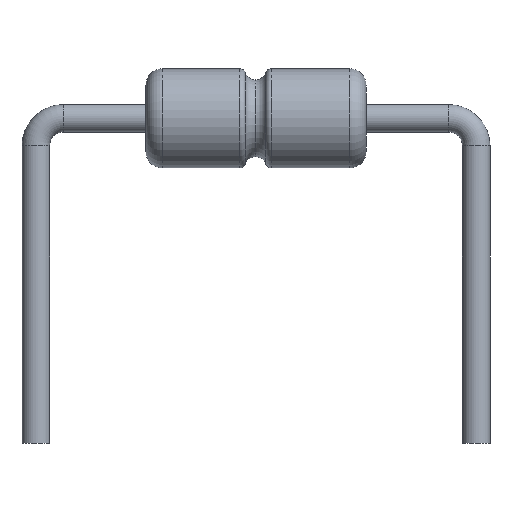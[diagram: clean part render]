
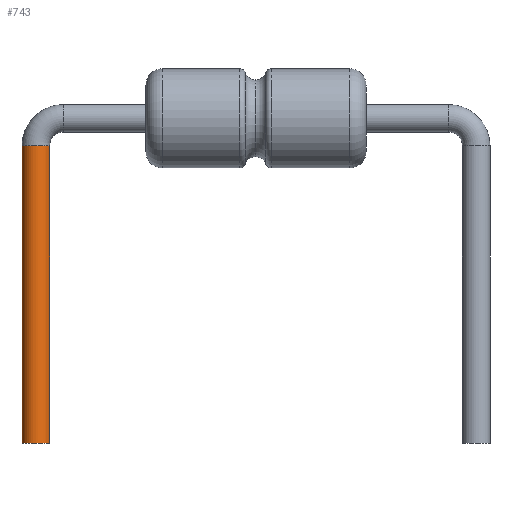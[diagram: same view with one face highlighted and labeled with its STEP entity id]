
A CAD part, front view. The second image highlights one B-rep face of the part: STEP entity #743.
In plain terms, the highlighted cylindrical face has radius 0.25 mm (diameter 0.5 mm), a partial arc.
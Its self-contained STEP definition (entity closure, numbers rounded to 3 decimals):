
#109 = EDGE_LOOP ( 'NONE', ( #9837, #663, #9373, #5701 ) ) ;
#260 = VERTEX_POINT ( 'NONE', #10973 ) ;
#274 = DIRECTION ( 'NONE',  ( 0., 0., -1. ) ) ;
#309 = VERTEX_POINT ( 'NONE', #4164 ) ;
#663 = ORIENTED_EDGE ( 'NONE', *, *, #2458, .F. ) ;
#743 = ADVANCED_FACE ( 'NONE', ( #6857 ), #5601, .T. ) ;
#990 = VERTEX_POINT ( 'NONE', #13351 ) ;
#1180 = VERTEX_POINT ( 'NONE', #13332 ) ;
#1302 = CARTESIAN_POINT ( 'NONE',  ( -4., 0., -5.9 ) ) ;
#1768 = DIRECTION ( 'NONE',  ( 1., 0., 0. ) ) ;
#2326 = VECTOR ( 'NONE', #6696, 1000. ) ;
#2422 = CARTESIAN_POINT ( 'NONE',  ( -4.25, 0., -0.5 ) ) ;
#2437 = EDGE_CURVE ( 'NONE', #1180, #260, #3093, .T. ) ;
#2458 = EDGE_CURVE ( 'NONE', #990, #1180, #4541, .T. ) ;
#2514 = DIRECTION ( 'NONE',  ( -1., 0., 0. ) ) ;
#2784 = EDGE_CURVE ( 'NONE', #990, #309, #4528, .T. ) ;
#2987 = AXIS2_PLACEMENT_3D ( 'NONE', #11403, #7865, #1768 ) ;
#2997 = EDGE_CURVE ( 'NONE', #309, #260, #6493, .T. ) ;
#3093 = LINE ( 'NONE', #10647, #11536 ) ;
#4164 = CARTESIAN_POINT ( 'NONE',  ( -4.25, 0., -5.9 ) ) ;
#4528 = LINE ( 'NONE', #2422, #2326 ) ;
#4541 = CIRCLE ( 'NONE', #2987, 0.25 ) ;
#5601 = CYLINDRICAL_SURFACE ( 'NONE', #12378, 0.25 ) ;
#5701 = ORIENTED_EDGE ( 'NONE', *, *, #2997, .T. ) ;
#6493 = CIRCLE ( 'NONE', #12124, 0.25 ) ;
#6696 = DIRECTION ( 'NONE',  ( 0., 0., -1. ) ) ;
#6857 = FACE_OUTER_BOUND ( 'NONE', #109, .T. ) ;
#7745 = DIRECTION ( 'NONE',  ( 1., 0., 0. ) ) ;
#7865 = DIRECTION ( 'NONE',  ( 0., 0., 1. ) ) ;
#9373 = ORIENTED_EDGE ( 'NONE', *, *, #2784, .T. ) ;
#9588 = DIRECTION ( 'NONE',  ( 0., 0., -1. ) ) ;
#9837 = ORIENTED_EDGE ( 'NONE', *, *, #2437, .F. ) ;
#9927 = CARTESIAN_POINT ( 'NONE',  ( -4., 0., -0.5 ) ) ;
#10647 = CARTESIAN_POINT ( 'NONE',  ( -3.75, 0., -0.5 ) ) ;
#10973 = CARTESIAN_POINT ( 'NONE',  ( -3.75, 0., -5.9 ) ) ;
#11403 = CARTESIAN_POINT ( 'NONE',  ( -4., 0., -0.5 ) ) ;
#11536 = VECTOR ( 'NONE', #9588, 1000. ) ;
#12124 = AXIS2_PLACEMENT_3D ( 'NONE', #1302, #13119, #7745 ) ;
#12378 = AXIS2_PLACEMENT_3D ( 'NONE', #9927, #274, #2514 ) ;
#13119 = DIRECTION ( 'NONE',  ( 0., 0., 1. ) ) ;
#13332 = CARTESIAN_POINT ( 'NONE',  ( -3.75, 0., -0.5 ) ) ;
#13351 = CARTESIAN_POINT ( 'NONE',  ( -4.25, 0., -0.5 ) ) ;
